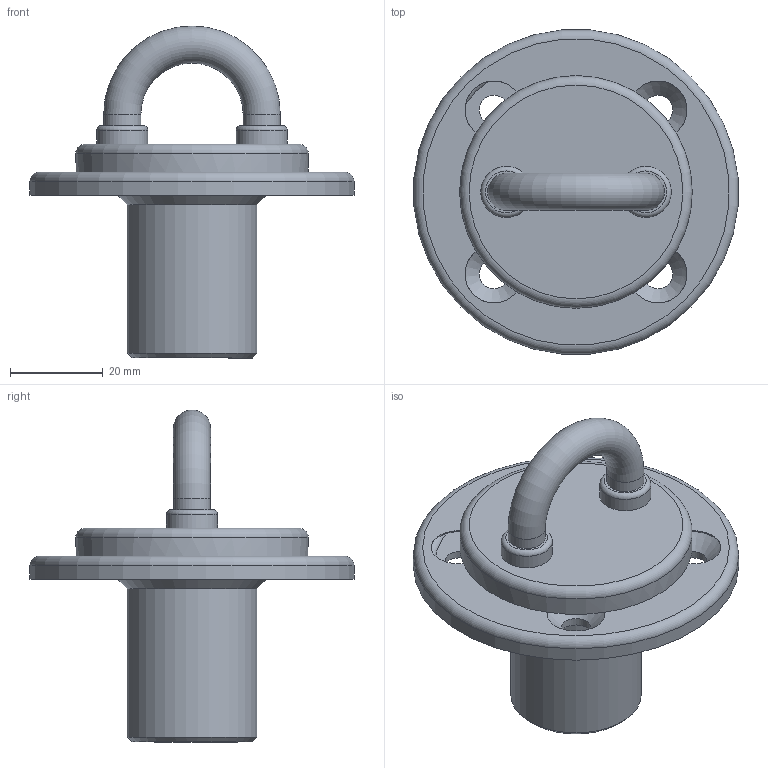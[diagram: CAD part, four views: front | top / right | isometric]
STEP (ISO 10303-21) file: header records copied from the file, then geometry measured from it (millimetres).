
FILE_DESCRIPTION(/* description */ (''),/* implementation_level */ '2;1');
FILE_NAME(/* name */ '7308.stp',/* time_stamp */ '2023-02-17T08:47:21+01:00',/* author */ ('lucade'),/* organization */ (''),/* preprocessor_version */ 'ST-DEVELOPER v19.2',/* originating_system */ 'Autodesk Inventor 2023',/* authorisation */ '');
FILE_SCHEMA (('AUTOMOTIVE_DESIGN { 1 0 10303 214 3 1 1 }'));
Length unit declared in the file: millimetre
Products named in the file (1): Parte1
Bounding box: 69.73 x 69.73 x 71.44 mm (x, y, z)
Volume: 54114.4 mm3; surface area: 14696.1 mm2
Topology: 1 solids, 283 shells, 741 faces, 1799 edges, 1283 vertices
Faces by surface type: cylinder 366, cone 352, plane 15, torus 8
Full cylindrical faces by diameter (mm): 6.25 x4, 8 x2, 11 x2, 12.4 x4, 28 x1, 50 x1, 70 x1
Entity records: 29798 total; most frequent: CARTESIAN_POINT 15486, ORIENTED_EDGE 2922, DIRECTION 2273, EDGE_CURVE 1461, VERTEX_POINT 1283, AXIS2_PLACEMENT_3D 952, B_SPLINE_CURVE_WITH_KNOTS 882, EDGE_LOOP 752
